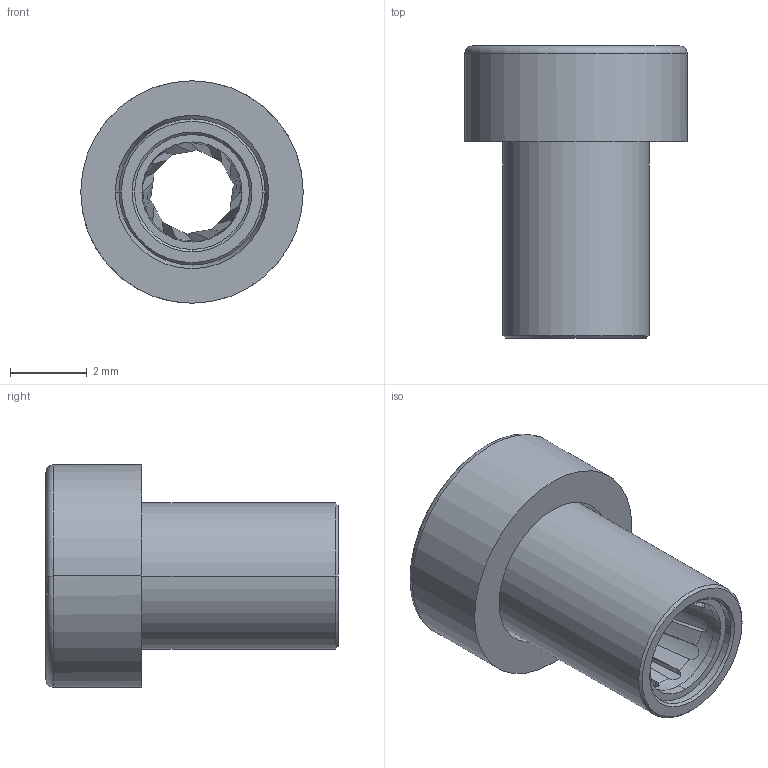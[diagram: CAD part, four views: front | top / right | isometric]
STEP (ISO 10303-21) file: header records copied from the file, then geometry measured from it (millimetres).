
FILE_DESCRIPTION((''),'2;1');
FILE_NAME('10-729398-241_SW0001','2017-01-10T',('wangzhe'),(''),'PRO/ENGINEER BY PARAMETRIC TECHNOLOGY CORPORATION, 2013150','PRO/ENGINEER BY PARAMETRIC TECHNOLOGY CORPORATION, 2013150','');
FILE_SCHEMA(('CONFIG_CONTROL_DESIGN'));
Length unit declared in the file: inch
Products named in the file (1): 10-729398-241_SW0001
Bounding box: 5.8 x 7.62 x 5.8 mm (x, y, z)
Surface area: 296.7 mm2 (no closed solid volume)
Topology: 0 solids, 1 shells, 113 faces, 361 edges, 234 vertices
Faces by surface type: bspline 52, cylinder 18, torus 18, cone 10, revolution 9, plane 6
Entity records: 6972 total; most frequent: CARTESIAN_POINT 4139, ORIENTED_EDGE 722, DIRECTION 397, EDGE_CURVE 361, VERTEX_POINT 234, B_SPLINE_CURVE_WITH_KNOTS 192, AXIS2_PLACEMENT_3D 158, EDGE_LOOP 119
